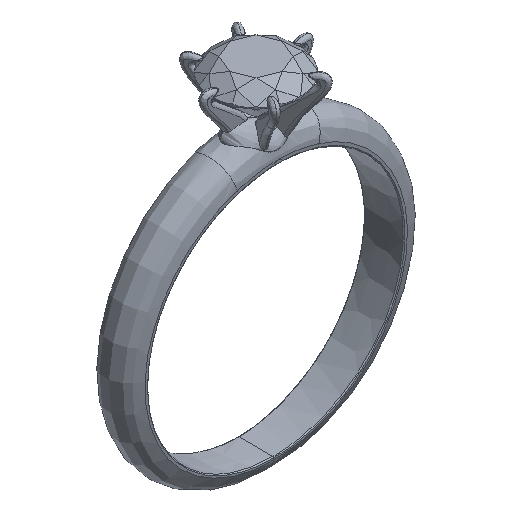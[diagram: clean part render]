
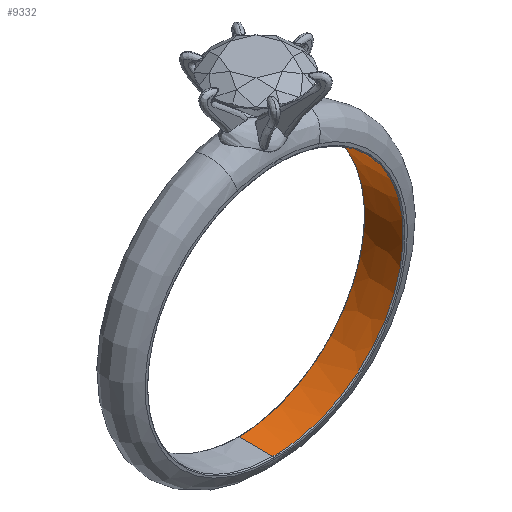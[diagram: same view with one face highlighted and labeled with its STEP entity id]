
A CAD part, isometric view. The second image highlights one B-rep face of the part: STEP entity #9332.
In plain terms, the highlighted free-form (B-spline) face has degree [3, 3] with [4, 7] control points.
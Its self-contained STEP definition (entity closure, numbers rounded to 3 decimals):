
#8242 = VERTEX_POINT('',#8243);
#8243 = CARTESIAN_POINT('',(0.,1.099,
    -8.329));
#8360 = VERTEX_POINT('',#8361);
#8361 = CARTESIAN_POINT('',(2.574,1.388,7.921
    ));
#8367 = EDGE_CURVE('',#8242,#8360,#8368,.T.);
#8368 = B_SPLINE_CURVE_WITH_KNOTS('',3,(#8369,#8370,#8371,#8372,#8373,
    #8374,#8375,#8376),.UNSPECIFIED.,.F.,.F.,(4,1,1,1,1,4),(
    0.,0.586,1.171,1.464,
    1.757,2.05),.UNSPECIFIED.);
#8369 = CARTESIAN_POINT('',(0.,1.099,
    -8.329));
#8370 = CARTESIAN_POINT('',(2.243,1.126,-8.329)
  );
#8371 = CARTESIAN_POINT('',(6.717,1.182,-6.418
    ));
#8372 = CARTESIAN_POINT('',(8.848,1.25,
    -0.727));
#8373 = CARTESIAN_POINT('',(7.706,1.305,3.714
    ));
#8374 = CARTESIAN_POINT('',(5.634,1.347,6.445
    ));
#8375 = CARTESIAN_POINT('',(3.64,1.374,7.574
    ));
#8376 = CARTESIAN_POINT('',(2.574,1.388,7.921
    ));
#8583 = VERTEX_POINT('',#8584);
#8584 = CARTESIAN_POINT('',(0.,-1.099,
    -8.329));
#8594 = EDGE_CURVE('',#8583,#8242,#8595,.T.);
#8595 = B_SPLINE_CURVE_WITH_KNOTS('',1,(#8596,#8597),.UNSPECIFIED.,.F.,
  .F.,(2,2),(0.05,1.95),
  .PIECEWISE_BEZIER_KNOTS.);
#8596 = CARTESIAN_POINT('',(0.,-1.099,-8.329));
#8597 = CARTESIAN_POINT('',(0.,1.099,-8.329));
#8653 = VERTEX_POINT('',#8654);
#8654 = CARTESIAN_POINT('',(2.574,-1.388,
    7.921));
#8661 = EDGE_CURVE('',#8360,#8653,#8662,.T.);
#8662 = B_SPLINE_CURVE_WITH_KNOTS('',1,(#8663,#8664),.UNSPECIFIED.,.F.,
  .F.,(2,2),(0.05,2.45),
  .PIECEWISE_BEZIER_KNOTS.);
#8663 = CARTESIAN_POINT('',(2.574,1.388,7.921
    ));
#8664 = CARTESIAN_POINT('',(2.574,-1.388,
    7.921));
#8904 = EDGE_CURVE('',#8653,#8583,#8905,.T.);
#8905 = B_SPLINE_CURVE_WITH_KNOTS('',3,(#8906,#8907,#8908,#8909,#8910,
    #8911,#8912),.UNSPECIFIED.,.F.,.F.,(4,1,1,1,4),(-2.05,
    -1.464,-0.878,-0.293,0.),
  .UNSPECIFIED.);
#8906 = CARTESIAN_POINT('',(2.574,-1.388,
    7.921));
#8907 = CARTESIAN_POINT('',(4.707,-1.361,
    7.228));
#8908 = CARTESIAN_POINT('',(8.368,-1.305,4.034
    ));
#8909 = CARTESIAN_POINT('',(8.699,-1.223,
    -3.269));
#8910 = CARTESIAN_POINT('',(4.495,-1.154,
    -7.658));
#8911 = CARTESIAN_POINT('',(1.121,-1.113,-8.329
    ));
#8912 = CARTESIAN_POINT('',(0.,-1.099,
    -8.329));
#9332 = ADVANCED_FACE('',(#9333),#9339,.F.);
#9333 = FACE_BOUND('',#9334,.F.);
#9334 = EDGE_LOOP('',(#9335,#9336,#9337,#9338));
#9335 = ORIENTED_EDGE('',*,*,#8661,.T.);
#9336 = ORIENTED_EDGE('',*,*,#8904,.T.);
#9337 = ORIENTED_EDGE('',*,*,#8594,.T.);
#9338 = ORIENTED_EDGE('',*,*,#8367,.T.);
#9339 = B_SPLINE_SURFACE_WITH_KNOTS('',3,3,(
    (#9340,#9341,#9342,#9343,#9344,#9345,#9346)
    ,(#9347,#9348,#9349,#9350,#9351,#9352,#9353)
    ,(#9354,#9355,#9356,#9357,#9358,#9359,#9360)
    ,(#9361,#9362,#9363,#9364,#9365,#9366,#9367
  )),.UNSPECIFIED.,.F.,.F.,.F.,(4,4),(4,1,1,1,4),(0.02,
    0.98),(0.,0.286,0.571,0.857,1.)
  ,.UNSPECIFIED.);
#9340 = CARTESIAN_POINT('',(0.,-1.11,-8.329));
#9341 = CARTESIAN_POINT('',(2.243,-1.137,
    -8.329));
#9342 = CARTESIAN_POINT('',(6.712,-1.19,-6.42
    ));
#9343 = CARTESIAN_POINT('',(9.283,-1.269,
    0.42));
#9344 = CARTESIAN_POINT('',(6.641,-1.335,5.895
    ));
#9345 = CARTESIAN_POINT('',(3.64,-1.375,7.574
    ));
#9346 = CARTESIAN_POINT('',(2.574,-1.388,
    7.921));
#9347 = CARTESIAN_POINT('',(0.,-0.37,-8.329));
#9348 = CARTESIAN_POINT('',(2.243,-0.379,
    -8.329));
#9349 = CARTESIAN_POINT('',(6.712,-0.397,
    -6.42));
#9350 = CARTESIAN_POINT('',(9.283,-0.423,
    0.42));
#9351 = CARTESIAN_POINT('',(6.641,-0.445,
    5.895));
#9352 = CARTESIAN_POINT('',(3.64,-0.458,
    7.574));
#9353 = CARTESIAN_POINT('',(2.574,-0.463,
    7.921));
#9354 = CARTESIAN_POINT('',(0.,0.37,-8.329));
#9355 = CARTESIAN_POINT('',(2.243,0.379,-8.329
    ));
#9356 = CARTESIAN_POINT('',(6.712,0.397,-6.42
    ));
#9357 = CARTESIAN_POINT('',(9.283,0.423,0.42
    ));
#9358 = CARTESIAN_POINT('',(6.641,0.445,5.895
    ));
#9359 = CARTESIAN_POINT('',(3.64,0.458,7.574
    ));
#9360 = CARTESIAN_POINT('',(2.574,0.463,7.921
    ));
#9361 = CARTESIAN_POINT('',(0.,1.11,-8.329));
#9362 = CARTESIAN_POINT('',(2.243,1.137,-8.329
    ));
#9363 = CARTESIAN_POINT('',(6.712,1.19,-6.42)
  );
#9364 = CARTESIAN_POINT('',(9.283,1.269,0.42
    ));
#9365 = CARTESIAN_POINT('',(6.641,1.335,5.895)
  );
#9366 = CARTESIAN_POINT('',(3.64,1.375,7.574)
  );
#9367 = CARTESIAN_POINT('',(2.574,1.388,7.921
    ));
